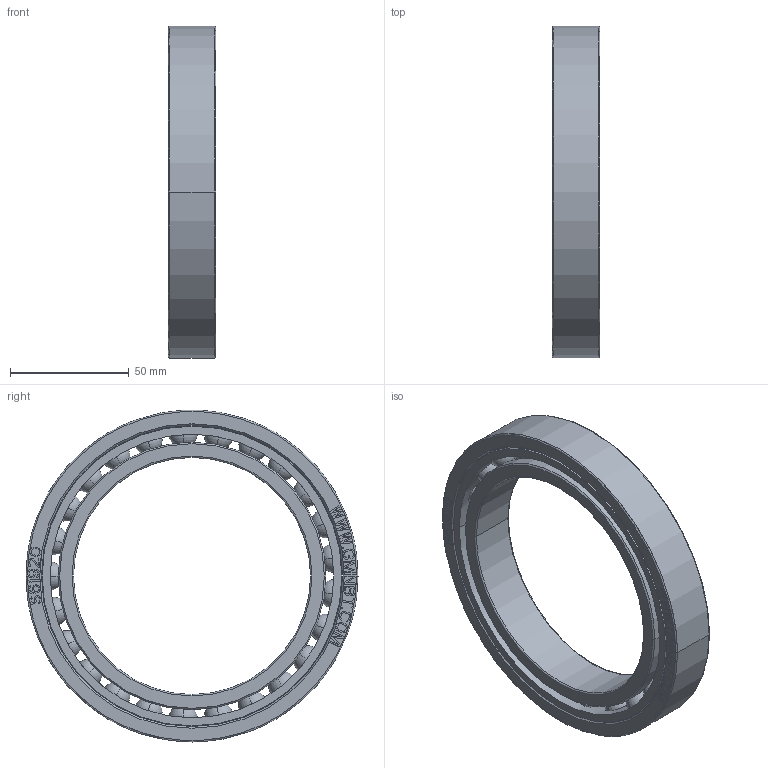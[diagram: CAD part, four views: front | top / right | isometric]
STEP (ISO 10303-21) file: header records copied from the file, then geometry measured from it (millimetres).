
FILE_DESCRIPTION((''),'2;1');
FILE_NAME('S61920_PRT','2014-03-19T',('sales 4'),(''),'PRO/ENGINEER BY PARAMETRIC TECHNOLOGY CORPORATION, 2013150','PRO/ENGINEER BY PARAMETRIC TECHNOLOGY CORPORATION, 2013150','');
FILE_SCHEMA(('AUTOMOTIVE_DESIGN { 1 0 10303 214 1 1 1 1 }'));
Length unit declared in the file: millimetre
Products named in the file (1): S61920_PRT
Bounding box: 20.01 x 140 x 140 mm (x, y, z)
Volume: 116760.1 mm3; surface area: 64376.4 mm2
Topology: 3 solids, 3 shells, 778 faces, 2169 edges, 1370 vertices
Faces by surface type: plane 542, cylinder 114, sphere 100, torus 12, cone 10
Entity records: 47810 total; most frequent: CARTESIAN_POINT 21996, ORIENTED_EDGE 4138, DIRECTION 3685, PRESENTATION_STYLE_ASSIGNMENT 2101, STYLED_ITEM 2072, CURVE_STYLE 2069, EDGE_CURVE 2069, VECTOR 1609
